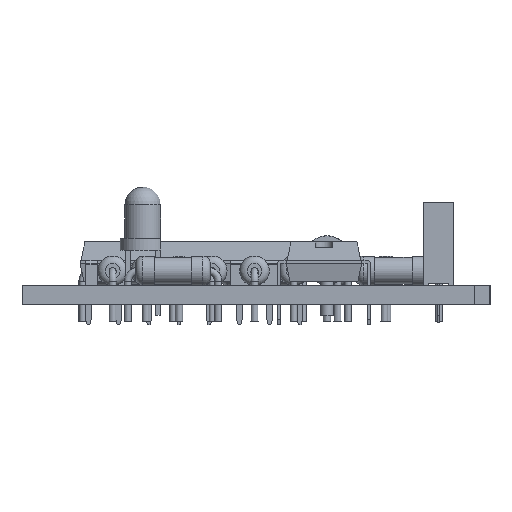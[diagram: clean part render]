
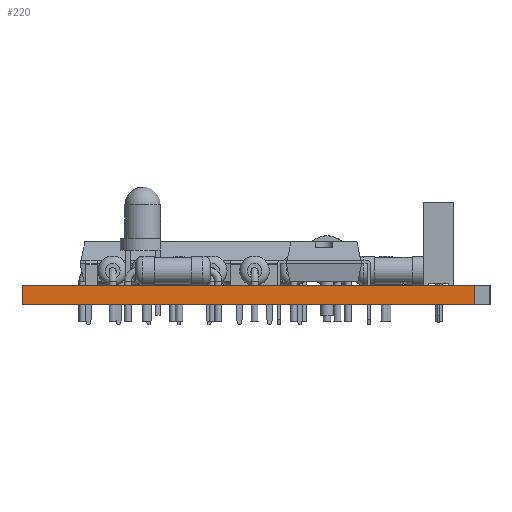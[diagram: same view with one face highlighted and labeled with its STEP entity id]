
A CAD part, left-side view. The second image highlights one B-rep face of the part: STEP entity #220.
In plain terms, the highlighted planar face has unit normal (-1, 0, 0).
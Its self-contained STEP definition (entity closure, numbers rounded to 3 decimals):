
#184 = EDGE_CURVE('',#185,#187,#189,.T.);
#185 = VERTEX_POINT('',#186);
#186 = CARTESIAN_POINT('',(66.04,-71.12,0.));
#187 = VERTEX_POINT('',#188);
#188 = CARTESIAN_POINT('',(66.04,-71.12,-1.6));
#189 = LINE('',#190,#191);
#190 = CARTESIAN_POINT('',(66.04,-71.12,0.));
#191 = VECTOR('',#192,1.);
#192 = DIRECTION('',(0.,0.,-1.));
#220 = ADVANCED_FACE('',(#221),#246,.T.);
#221 = FACE_BOUND('',#222,.T.);
#222 = EDGE_LOOP('',(#223,#233,#239,#240));
#223 = ORIENTED_EDGE('',*,*,#224,.T.);
#224 = EDGE_CURVE('',#225,#227,#229,.T.);
#225 = VERTEX_POINT('',#226);
#226 = CARTESIAN_POINT('',(66.04,-33.02,0.));
#227 = VERTEX_POINT('',#228);
#228 = CARTESIAN_POINT('',(66.04,-33.02,-1.6));
#229 = LINE('',#230,#231);
#230 = CARTESIAN_POINT('',(66.04,-33.02,0.));
#231 = VECTOR('',#232,1.);
#232 = DIRECTION('',(0.,0.,-1.));
#233 = ORIENTED_EDGE('',*,*,#234,.T.);
#234 = EDGE_CURVE('',#227,#187,#235,.T.);
#235 = LINE('',#236,#237);
#236 = CARTESIAN_POINT('',(66.04,-33.02,-1.6));
#237 = VECTOR('',#238,1.);
#238 = DIRECTION('',(0.,-1.,0.));
#239 = ORIENTED_EDGE('',*,*,#184,.F.);
#240 = ORIENTED_EDGE('',*,*,#241,.F.);
#241 = EDGE_CURVE('',#225,#185,#242,.T.);
#242 = LINE('',#243,#244);
#243 = CARTESIAN_POINT('',(66.04,-33.02,0.));
#244 = VECTOR('',#245,1.);
#245 = DIRECTION('',(0.,-1.,0.));
#246 = PLANE('',#247);
#247 = AXIS2_PLACEMENT_3D('',#248,#249,#250);
#248 = CARTESIAN_POINT('',(66.04,-33.02,0.));
#249 = DIRECTION('',(-1.,0.,0.));
#250 = DIRECTION('',(0.,-1.,0.));
